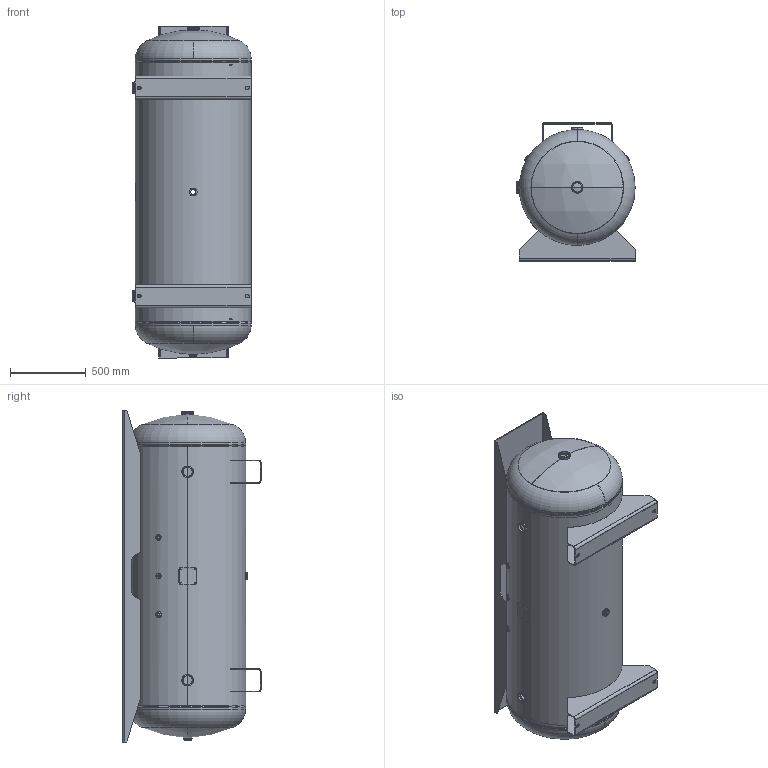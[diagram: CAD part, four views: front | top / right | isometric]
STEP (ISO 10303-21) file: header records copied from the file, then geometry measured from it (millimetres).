
FILE_DESCRIPTION (( 'STEP AP214' ), '1' );
FILE_NAME ('303181.STEP', '2024-04-16T21:28:37', ( '' ), ( '' ), 'SwSTEP 2.0', 'SolidWorks 2022', '' );
FILE_SCHEMA (( 'AUTOMOTIVE_DESIGN' ));
Length unit declared in the file: inch
Products named in the file (13): A84452; PHOENIX RAD FLANGE_100P705-7R; PHOENIX FLAT FLANGE_0250P391; PHOENIX FLAT FLANGE_2000O-RING; 303181-SL; PHOENIX FLAT FLANGE_1000; PHOENIX FLAT FLANGE_0500P393; HEAD_30X186JOG; PHOENIX FLAT FLANGE_0375Q; A99142; NP-HOR_30; PHOENIX RAD FLANGE_200P958 OR; 303181
Assembly tree (17 placements, depth 2):
  303181
    303181-SL
    HEAD_30X186JOG  x2
    A84452  x2
    PHOENIX FLAT FLANGE_1000
    PHOENIX FLAT FLANGE_2000O-RING
    PHOENIX RAD FLANGE_200P958 OR  x3
    PHOENIX FLAT FLANGE_0250P391  x2
    PHOENIX FLAT FLANGE_0375Q
    PHOENIX FLAT FLANGE_0500P393
    PHOENIX RAD FLANGE_100P705-7R
    NP-HOR_30
    A99142
Bounding box: 778.66 x 908.05 x 2184.4 mm (x, y, z)
Volume: 40999230.2 mm3; surface area: 15204884.6 mm2
Topology: 17 solids, 17 shells, 424 faces, 928 edges, 552 vertices
Faces by surface type: cylinder 140, torus 136, plane 116, bspline 20, sphere 8, cone 4
Entity records: 14988 total; most frequent: CARTESIAN_POINT 7573, DIRECTION 1526, ORIENTED_EDGE 1328, EDGE_CURVE 664, AXIS2_PLACEMENT_3D 655, VERTEX_POINT 398, CIRCLE 356, EDGE_LOOP 352
